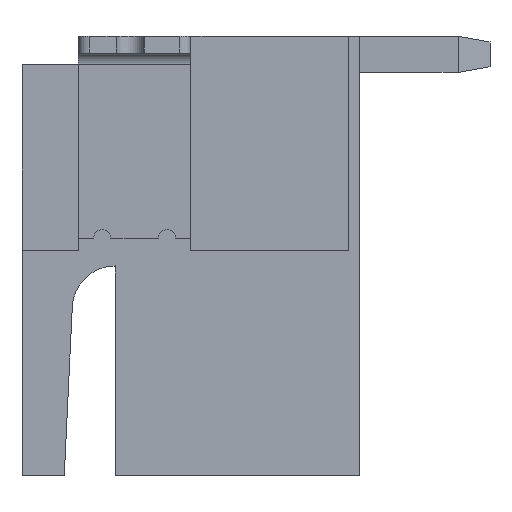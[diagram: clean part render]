
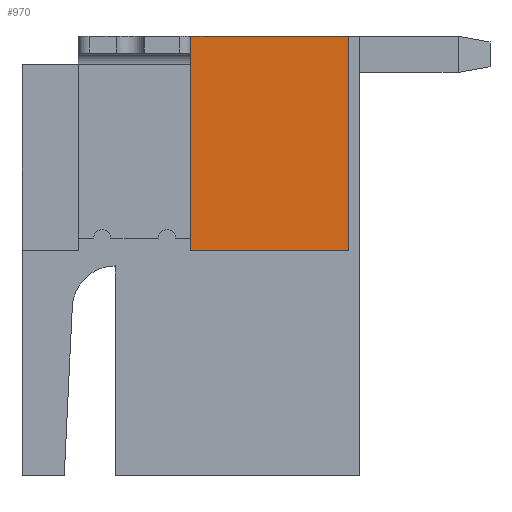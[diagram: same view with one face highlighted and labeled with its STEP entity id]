
A CAD part, left-side view. The second image highlights one B-rep face of the part: STEP entity #970.
In plain terms, the highlighted planar face has unit normal (-1, 0, 0).
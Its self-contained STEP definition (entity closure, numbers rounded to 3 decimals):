
#209 = CARTESIAN_POINT ( 'NONE',  ( 5., 0., 4. ) ) ;
#274 = CARTESIAN_POINT ( 'NONE',  ( 5., -2.8, 7.8 ) ) ;
#487 = ORIENTED_EDGE ( 'NONE', *, *, #856, .T. ) ;
#630 = LINE ( 'NONE', #5945, #3847 ) ;
#746 = ORIENTED_EDGE ( 'NONE', *, *, #6045, .F. ) ;
#826 = LINE ( 'NONE', #3752, #4119 ) ;
#856 = EDGE_CURVE ( 'NONE', #1040, #1775, #630, .T. ) ;
#970 = ADVANCED_FACE ( 'NONE', ( #3664 ), #4655, .F. ) ;
#1040 = VERTEX_POINT ( 'NONE', #4840 ) ;
#1662 = DIRECTION ( 'NONE',  ( 0., 0., -1. ) ) ;
#1770 = LINE ( 'NONE', #3739, #5140 ) ;
#1775 = VERTEX_POINT ( 'NONE', #209 ) ;
#1784 = DIRECTION ( 'NONE',  ( 0., 0., -1. ) ) ;
#1844 = VERTEX_POINT ( 'NONE', #274 ) ;
#2243 = DIRECTION ( 'NONE',  ( 1., 0., 0. ) ) ;
#2391 = EDGE_CURVE ( 'NONE', #5817, #1775, #3318, .T. ) ;
#2443 = ORIENTED_EDGE ( 'NONE', *, *, #2391, .F. ) ;
#2459 = DIRECTION ( 'NONE',  ( 0., 1., 0. ) ) ;
#2582 = DIRECTION ( 'NONE',  ( 0., 0., -1. ) ) ;
#3318 = LINE ( 'NONE', #4873, #3429 ) ;
#3429 = VECTOR ( 'NONE', #2459, 1000. ) ;
#3468 = EDGE_LOOP ( 'NONE', ( #487, #2443, #746, #4510 ) ) ;
#3664 = FACE_OUTER_BOUND ( 'NONE', #3468, .T. ) ;
#3728 = CARTESIAN_POINT ( 'NONE',  ( 5., -3., 7.8 ) ) ;
#3739 = CARTESIAN_POINT ( 'NONE',  ( 5., -3., 7.8 ) ) ;
#3752 = CARTESIAN_POINT ( 'NONE',  ( 5., -2.8, 15.8 ) ) ;
#3847 = VECTOR ( 'NONE', #2582, 1000. ) ;
#4119 = VECTOR ( 'NONE', #1784, 1000. ) ;
#4458 = CARTESIAN_POINT ( 'NONE',  ( 5., -2.8, 4. ) ) ;
#4510 = ORIENTED_EDGE ( 'NONE', *, *, #6309, .F. ) ;
#4544 = DIRECTION ( 'NONE',  ( 0., -1., 0. ) ) ;
#4655 = PLANE ( 'NONE',  #5177 ) ;
#4840 = CARTESIAN_POINT ( 'NONE',  ( 5., 0., 7.8 ) ) ;
#4873 = CARTESIAN_POINT ( 'NONE',  ( 5., -4.8, 4. ) ) ;
#5140 = VECTOR ( 'NONE', #4544, 1000. ) ;
#5177 = AXIS2_PLACEMENT_3D ( 'NONE', #3728, #2243, #1662 ) ;
#5817 = VERTEX_POINT ( 'NONE', #4458 ) ;
#5945 = CARTESIAN_POINT ( 'NONE',  ( 5., 0., 7.8 ) ) ;
#6045 = EDGE_CURVE ( 'NONE', #1844, #5817, #826, .T. ) ;
#6309 = EDGE_CURVE ( 'NONE', #1040, #1844, #1770, .T. ) ;
